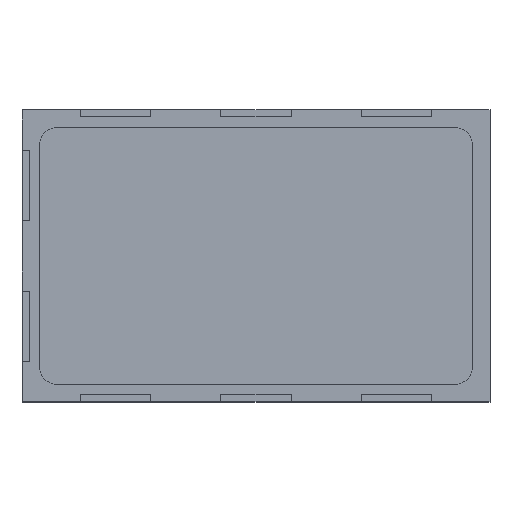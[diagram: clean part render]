
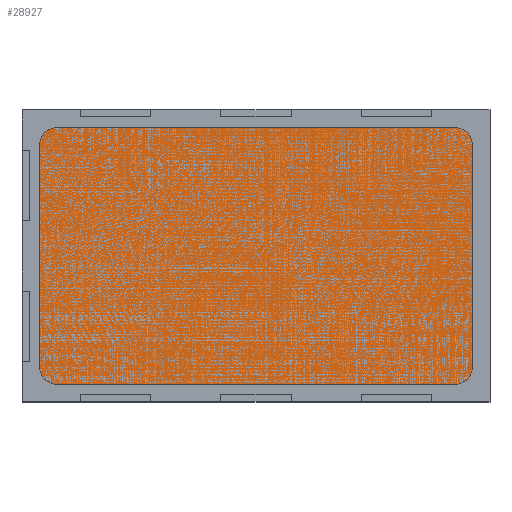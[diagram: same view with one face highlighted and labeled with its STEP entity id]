
A CAD part, top view. The second image highlights one B-rep face of the part: STEP entity #28927.
In plain terms, the highlighted planar face has unit normal (0, 0, 1).
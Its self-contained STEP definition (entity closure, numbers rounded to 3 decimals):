
#28618 = VERTEX_POINT('',#28619);
#28619 = CARTESIAN_POINT('',(-129.,79.,43.));
#28628 = PLANE('',#28629);
#28629 = AXIS2_PLACEMENT_3D('',#28630,#28631,#28632);
#28630 = CARTESIAN_POINT('',(-129.,79.,43.));
#28631 = DIRECTION('',(-1.,0.,0.));
#28632 = DIRECTION('',(0.,-1.,0.));
#28640 = PLANE('',#28641);
#28641 = AXIS2_PLACEMENT_3D('',#28642,#28643,#28644);
#28642 = CARTESIAN_POINT('',(133.,79.,43.));
#28643 = DIRECTION('',(0.,1.,0.));
#28644 = DIRECTION('',(-1.,0.,0.));
#28681 = VERTEX_POINT('',#28682);
#28682 = CARTESIAN_POINT('',(-129.,-79.,43.));
#28696 = PLANE('',#28697);
#28697 = AXIS2_PLACEMENT_3D('',#28698,#28699,#28700);
#28698 = CARTESIAN_POINT('',(-129.,-79.,43.));
#28699 = DIRECTION('',(0.,-1.,0.));
#28700 = DIRECTION('',(1.,0.,0.));
#28708 = EDGE_CURVE('',#28618,#28681,#28709,.T.);
#28709 = SURFACE_CURVE('',#28710,(#28714,#28721),.PCURVE_S1.);
#28710 = LINE('',#28711,#28712);
#28711 = CARTESIAN_POINT('',(-129.,79.,43.));
#28712 = VECTOR('',#28713,1.);
#28713 = DIRECTION('',(0.,-1.,0.));
#28714 = PCURVE('',#28628,#28715);
#28715 = DEFINITIONAL_REPRESENTATION('',(#28716),#28720);
#28716 = LINE('',#28717,#28718);
#28717 = CARTESIAN_POINT('',(0.,0.));
#28718 = VECTOR('',#28719,1.);
#28719 = DIRECTION('',(1.,0.));
#28720 = ( GEOMETRIC_REPRESENTATION_CONTEXT(2) 
PARAMETRIC_REPRESENTATION_CONTEXT() REPRESENTATION_CONTEXT('2D SPACE',''
  ) );
#28721 = PCURVE('',#28722,#28727);
#28722 = PLANE('',#28723);
#28723 = AXIS2_PLACEMENT_3D('',#28724,#28725,#28726);
#28724 = CARTESIAN_POINT('',(2.,0.,43.));
#28725 = DIRECTION('',(0.,0.,1.));
#28726 = DIRECTION('',(0.,1.,0.));
#28727 = DEFINITIONAL_REPRESENTATION('',(#28728),#28732);
#28728 = LINE('',#28729,#28730);
#28729 = CARTESIAN_POINT('',(79.,131.));
#28730 = VECTOR('',#28731,1.);
#28731 = DIRECTION('',(-1.,0.));
#28732 = ( GEOMETRIC_REPRESENTATION_CONTEXT(2) 
PARAMETRIC_REPRESENTATION_CONTEXT() REPRESENTATION_CONTEXT('2D SPACE',''
  ) );
#28762 = VERTEX_POINT('',#28763);
#28763 = CARTESIAN_POINT('',(133.,-79.,43.));
#28777 = PLANE('',#28778);
#28778 = AXIS2_PLACEMENT_3D('',#28779,#28780,#28781);
#28779 = CARTESIAN_POINT('',(133.,-79.,43.));
#28780 = DIRECTION('',(1.,0.,0.));
#28781 = DIRECTION('',(0.,1.,0.));
#28789 = EDGE_CURVE('',#28681,#28762,#28790,.T.);
#28790 = SURFACE_CURVE('',#28791,(#28795,#28802),.PCURVE_S1.);
#28791 = LINE('',#28792,#28793);
#28792 = CARTESIAN_POINT('',(-129.,-79.,43.));
#28793 = VECTOR('',#28794,1.);
#28794 = DIRECTION('',(1.,0.,0.));
#28795 = PCURVE('',#28696,#28796);
#28796 = DEFINITIONAL_REPRESENTATION('',(#28797),#28801);
#28797 = LINE('',#28798,#28799);
#28798 = CARTESIAN_POINT('',(0.,0.));
#28799 = VECTOR('',#28800,1.);
#28800 = DIRECTION('',(1.,0.));
#28801 = ( GEOMETRIC_REPRESENTATION_CONTEXT(2) 
PARAMETRIC_REPRESENTATION_CONTEXT() REPRESENTATION_CONTEXT('2D SPACE',''
  ) );
#28802 = PCURVE('',#28722,#28803);
#28803 = DEFINITIONAL_REPRESENTATION('',(#28804),#28808);
#28804 = LINE('',#28805,#28806);
#28805 = CARTESIAN_POINT('',(-79.,131.));
#28806 = VECTOR('',#28807,1.);
#28807 = DIRECTION('',(0.,-1.));
#28808 = ( GEOMETRIC_REPRESENTATION_CONTEXT(2) 
PARAMETRIC_REPRESENTATION_CONTEXT() REPRESENTATION_CONTEXT('2D SPACE',''
  ) );
#28838 = VERTEX_POINT('',#28839);
#28839 = CARTESIAN_POINT('',(133.,79.,43.));
#28860 = EDGE_CURVE('',#28762,#28838,#28861,.T.);
#28861 = SURFACE_CURVE('',#28862,(#28866,#28873),.PCURVE_S1.);
#28862 = LINE('',#28863,#28864);
#28863 = CARTESIAN_POINT('',(133.,-79.,43.));
#28864 = VECTOR('',#28865,1.);
#28865 = DIRECTION('',(0.,1.,0.));
#28866 = PCURVE('',#28777,#28867);
#28867 = DEFINITIONAL_REPRESENTATION('',(#28868),#28872);
#28868 = LINE('',#28869,#28870);
#28869 = CARTESIAN_POINT('',(-0.,0.));
#28870 = VECTOR('',#28871,1.);
#28871 = DIRECTION('',(1.,0.));
#28872 = ( GEOMETRIC_REPRESENTATION_CONTEXT(2) 
PARAMETRIC_REPRESENTATION_CONTEXT() REPRESENTATION_CONTEXT('2D SPACE',''
  ) );
#28873 = PCURVE('',#28722,#28874);
#28874 = DEFINITIONAL_REPRESENTATION('',(#28875),#28879);
#28875 = LINE('',#28876,#28877);
#28876 = CARTESIAN_POINT('',(-79.,-131.));
#28877 = VECTOR('',#28878,1.);
#28878 = DIRECTION('',(1.,0.));
#28879 = ( GEOMETRIC_REPRESENTATION_CONTEXT(2) 
PARAMETRIC_REPRESENTATION_CONTEXT() REPRESENTATION_CONTEXT('2D SPACE',''
  ) );
#28907 = EDGE_CURVE('',#28838,#28618,#28908,.T.);
#28908 = SURFACE_CURVE('',#28909,(#28913,#28920),.PCURVE_S1.);
#28909 = LINE('',#28910,#28911);
#28910 = CARTESIAN_POINT('',(133.,79.,43.));
#28911 = VECTOR('',#28912,1.);
#28912 = DIRECTION('',(-1.,0.,0.));
#28913 = PCURVE('',#28640,#28914);
#28914 = DEFINITIONAL_REPRESENTATION('',(#28915),#28919);
#28915 = LINE('',#28916,#28917);
#28916 = CARTESIAN_POINT('',(0.,0.));
#28917 = VECTOR('',#28918,1.);
#28918 = DIRECTION('',(1.,0.));
#28919 = ( GEOMETRIC_REPRESENTATION_CONTEXT(2) 
PARAMETRIC_REPRESENTATION_CONTEXT() REPRESENTATION_CONTEXT('2D SPACE',''
  ) );
#28920 = PCURVE('',#28722,#28921);
#28921 = DEFINITIONAL_REPRESENTATION('',(#28922),#28926);
#28922 = LINE('',#28923,#28924);
#28923 = CARTESIAN_POINT('',(79.,-131.));
#28924 = VECTOR('',#28925,1.);
#28925 = DIRECTION('',(0.,1.));
#28926 = ( GEOMETRIC_REPRESENTATION_CONTEXT(2) 
PARAMETRIC_REPRESENTATION_CONTEXT() REPRESENTATION_CONTEXT('2D SPACE',''
  ) );
#28927 = ADVANCED_FACE('',(#28928),#28722,.T.);
#28928 = FACE_BOUND('',#28929,.T.);
#28929 = EDGE_LOOP('',(#28930,#28931,#28932,#28933));
#28930 = ORIENTED_EDGE('',*,*,#28708,.T.);
#28931 = ORIENTED_EDGE('',*,*,#28789,.T.);
#28932 = ORIENTED_EDGE('',*,*,#28860,.T.);
#28933 = ORIENTED_EDGE('',*,*,#28907,.T.);
